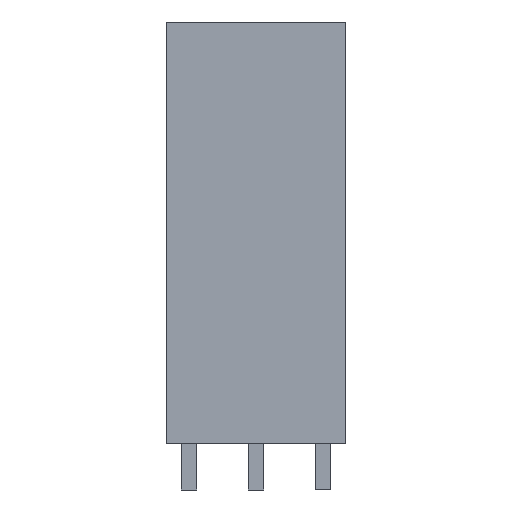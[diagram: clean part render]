
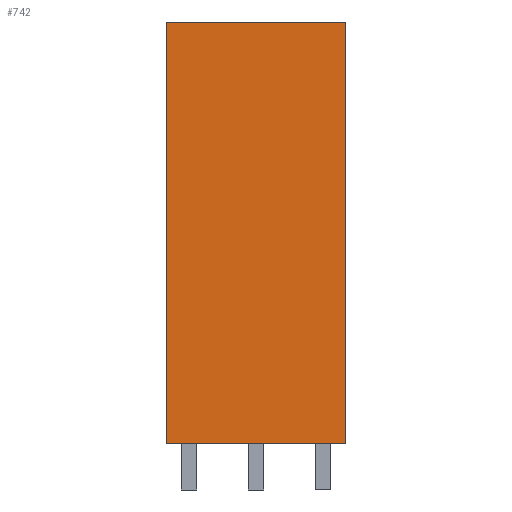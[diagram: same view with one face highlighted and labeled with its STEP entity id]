
A CAD part, left-side view. The second image highlights one B-rep face of the part: STEP entity #742.
In plain terms, the highlighted planar face has unit normal (-1, 0, 0).
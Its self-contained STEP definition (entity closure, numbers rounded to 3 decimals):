
#722=AXIS2_PLACEMENT_3D('Plane Axis2P3D',#719,#720,#721) ;
#42=CARTESIAN_POINT('Vertex',(0.,0.,3.5)) ;
#45=CARTESIAN_POINT('Line Origine',(0.,6.8,3.5)) ;
#49=CARTESIAN_POINT('Vertex',(0.,13.6,3.5)) ;
#202=CARTESIAN_POINT('Line Origine',(0.,0.,19.5)) ;
#206=CARTESIAN_POINT('Vertex',(0.,0.,35.5)) ;
#719=CARTESIAN_POINT('Axis2P3D Location',(0.,0.,35.5)) ;
#724=CARTESIAN_POINT('Line Origine',(0.,6.8,35.5)) ;
#728=CARTESIAN_POINT('Vertex',(0.,13.6,35.5)) ;
#731=CARTESIAN_POINT('Line Origine',(0.,13.6,19.5)) ;
#46=DIRECTION('Vector Direction',(0.,-1.,0.)) ;
#203=DIRECTION('Vector Direction',(0.,0.,1.)) ;
#720=DIRECTION('Axis2P3D Direction',(-1.,0.,0.)) ;
#721=DIRECTION('Axis2P3D XDirection',(0.,1.,0.)) ;
#725=DIRECTION('Vector Direction',(0.,1.,0.)) ;
#732=DIRECTION('Vector Direction',(0.,0.,-1.)) ;
#47=VECTOR('Line Direction',#46,1.) ;
#204=VECTOR('Line Direction',#203,1.) ;
#726=VECTOR('Line Direction',#725,1.) ;
#733=VECTOR('Line Direction',#732,1.) ;
#737=ORIENTED_EDGE('',*,*,#51,.T.) ;
#738=ORIENTED_EDGE('',*,*,#208,.T.) ;
#739=ORIENTED_EDGE('',*,*,#730,.T.) ;
#740=ORIENTED_EDGE('',*,*,#735,.T.) ;
#742=ADVANCED_FACE('HOUSING',(#741),#723,.T.) ;
#51=EDGE_CURVE('',#50,#43,#48,.T.) ;
#208=EDGE_CURVE('',#43,#207,#205,.T.) ;
#730=EDGE_CURVE('',#207,#729,#727,.T.) ;
#735=EDGE_CURVE('',#729,#50,#734,.T.) ;
#736=EDGE_LOOP('',(#737,#738,#739,#740)) ;
#741=FACE_OUTER_BOUND('',#736,.T.) ;
#48=LINE('Line',#45,#47) ;
#205=LINE('Line',#202,#204) ;
#727=LINE('Line',#724,#726) ;
#734=LINE('Line',#731,#733) ;
#723=PLANE('',#722) ;
#43=VERTEX_POINT('',#42) ;
#50=VERTEX_POINT('',#49) ;
#207=VERTEX_POINT('',#206) ;
#729=VERTEX_POINT('',#728) ;
